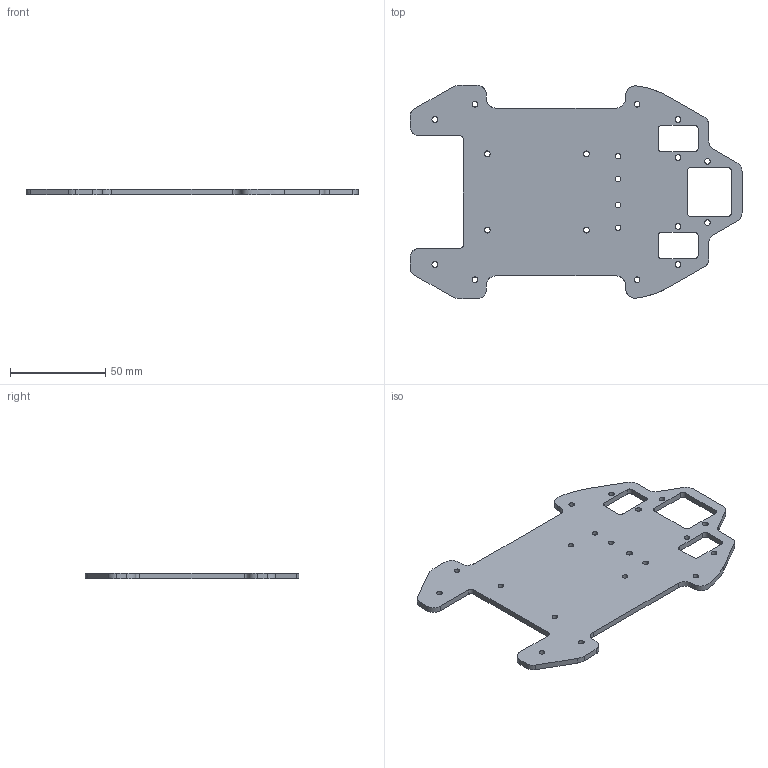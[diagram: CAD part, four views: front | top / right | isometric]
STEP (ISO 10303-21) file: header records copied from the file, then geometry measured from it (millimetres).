
FILE_DESCRIPTION(/* description */ (''),/* implementation_level */ '2;1');
FILE_NAME(/* name */ 'Base_3mm',/* time_stamp */ '2015-03-13T10:51:10+01:00',/* author */ (''),/* organization */ (''),/* preprocessor_version */ 'ST-DEVELOPER v15',/* originating_system */ '',/* authorisation */ '');
FILE_SCHEMA (('AUTOMOTIVE_DESIGN'));
Length unit declared in the file: millimetre
Products named in the file (1): Document
Bounding box: 174 x 112 x 3 mm (x, y, z)
Volume: 37595.5 mm3; surface area: 28064.5 mm2
Topology: 1 solids, 1 shells, 110 faces, 324 edges, 216 vertices
Faces by surface type: bspline 110
Entity records: 8060 total; most frequent: CARTESIAN_POINT 4150, ORIENTED_EDGE 648, PCURVE 648, DEFINITIONAL_REPRESENTATION 648, B_SPLINE_CURVE_WITH_KNOTS 617, SURFACE_CURVE 324, EDGE_CURVE 324, VERTEX_POINT 216
